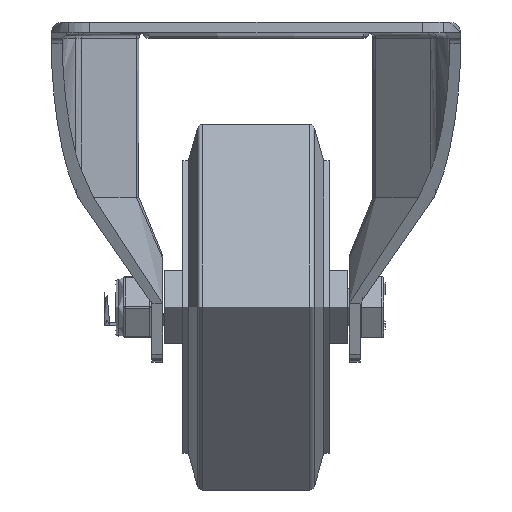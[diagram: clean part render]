
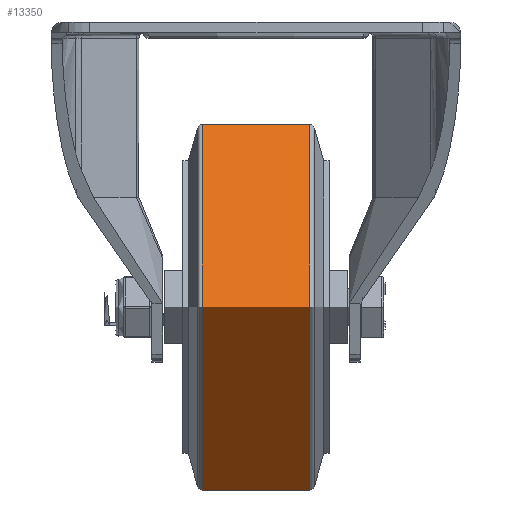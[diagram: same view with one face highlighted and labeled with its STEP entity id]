
A CAD part, left-side view. The second image highlights one B-rep face of the part: STEP entity #13350.
In plain terms, the highlighted cylindrical face has radius 50 mm (diameter 100 mm), a full revolution.
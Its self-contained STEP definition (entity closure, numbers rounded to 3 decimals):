
#1850=FACE_OUTER_BOUND('',#2674,.T.);
#2674=EDGE_LOOP('',(#10103,#10104,#10105,#10106));
#3613=LINE('',#24944,#4510);
#4510=VECTOR('',#16413,50.);
#5328=CIRCLE('',#14516,50.);
#5329=CIRCLE('',#14518,50.);
#5999=VERTEX_POINT('',#24939);
#6000=VERTEX_POINT('',#24943);
#7509=EDGE_CURVE('',#5999,#5999,#5328,.T.);
#7510=EDGE_CURVE('',#5999,#6000,#3613,.T.);
#7511=EDGE_CURVE('',#6000,#6000,#5329,.T.);
#10103=ORIENTED_EDGE('',*,*,#7509,.F.);
#10104=ORIENTED_EDGE('',*,*,#7510,.T.);
#10105=ORIENTED_EDGE('',*,*,#7511,.T.);
#10106=ORIENTED_EDGE('',*,*,#7510,.F.);
#12998=CYLINDRICAL_SURFACE('',#14517,50.);
#13350=ADVANCED_FACE('',(#1850),#12998,.T.);
#14516=AXIS2_PLACEMENT_3D('',#24941,#16409,#16410);
#14517=AXIS2_PLACEMENT_3D('',#24942,#16411,#16412);
#14518=AXIS2_PLACEMENT_3D('',#24945,#16414,#16415);
#16409=DIRECTION('center_axis',(0.,1.,0.));
#16410=DIRECTION('ref_axis',(0.,0.,
1.));
#16411=DIRECTION('center_axis',(0.,1.,0.));
#16412=DIRECTION('ref_axis',(0.,0.,
1.));
#16413=DIRECTION('',(0.,-1.,0.));
#16414=DIRECTION('center_axis',(0.,1.,0.));
#16415=DIRECTION('ref_axis',(0.,0.,
1.));
#24939=CARTESIAN_POINT('',(0.,14.684,-50.));
#24941=CARTESIAN_POINT('Origin',(0.,14.684,
0.));
#24942=CARTESIAN_POINT('Origin',(0.,0.,
0.));
#24943=CARTESIAN_POINT('',(0.,-14.684,-50.));
#24944=CARTESIAN_POINT('',(0.,0.,
-50.));
#24945=CARTESIAN_POINT('Origin',(0.,-14.684,
0.));
